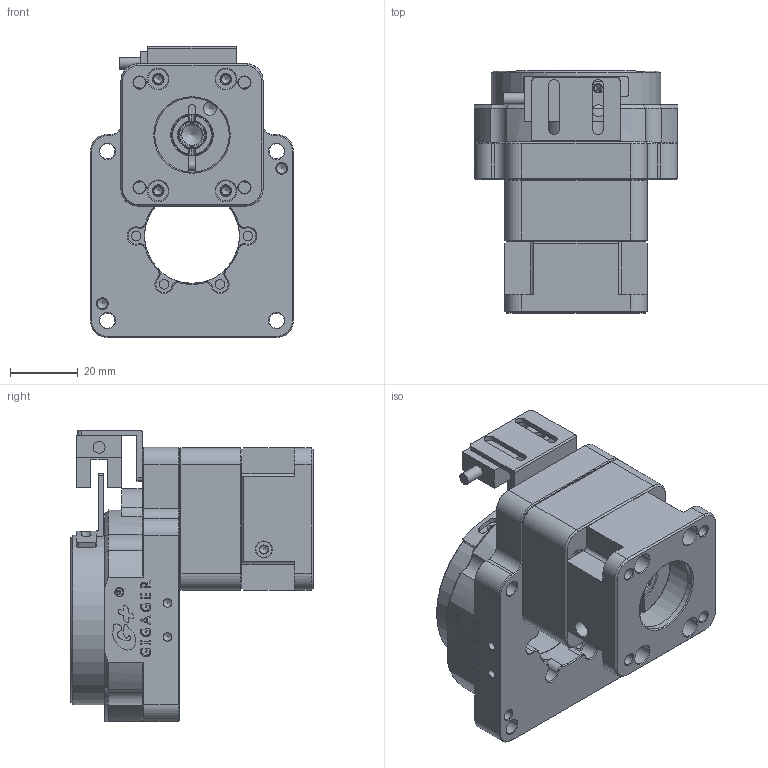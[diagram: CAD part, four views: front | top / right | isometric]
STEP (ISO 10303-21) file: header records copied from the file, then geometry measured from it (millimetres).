
FILE_DESCRIPTION (( 'STEP AP203' ), '1' );
FILE_NAME ('GSN60-10K-ST2.step', '2021-06-01T02:28:51', ( 'Microsoft' ), ( 'Microsoft' ), 'SwSTEP 2.0', 'SolidWorks 2019', '' );
FILE_SCHEMA (( 'CONFIG_CONTROL_DESIGN' ));
Length unit declared in the file: millimetre
Products named in the file (1): GSN60-10K-ST2
Bounding box: 60 x 71.5 x 86 mm (x, y, z)
Volume: 119384.6 mm3; surface area: 59244.2 mm2
Topology: 12 solids, 12 shells, 821 faces, 2087 edges, 1323 vertices
Faces by surface type: plane 312, cylinder 208, cone 182, bspline 109, torus 10
Full cylindrical faces by diameter (mm): 2.05 x4, 2.5 x23, 2.8 x6, 3 x7, 3.2 x1, 3.5 x11, 4 x5, 4.5 x4, 5 x2, 5.5 x1, 6 x5, 6.5 x4, 8 x2, 8.4 x1, 11.6 x1, 12 x2, 15 x1, 22 x1, 28 x4, 30 x1, 32 x1, 34 x1, 38 x2, 40 x2, 50 x2, 51.501 x2, 53.433 x1, 56 x1, 56.465 x1, 56.589 x1
Entity records: 29055 total; most frequent: CARTESIAN_POINT 10830, ORIENTED_EDGE 3628, DIRECTION 3492, EDGE_CURVE 1814, AXIS2_PLACEMENT_3D 1293, VERTEX_POINT 1253, EDGE_LOOP 1143, FACE_OUTER_BOUND 929
